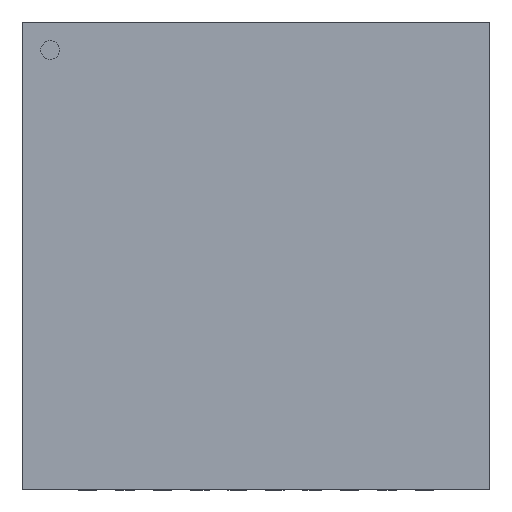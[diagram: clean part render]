
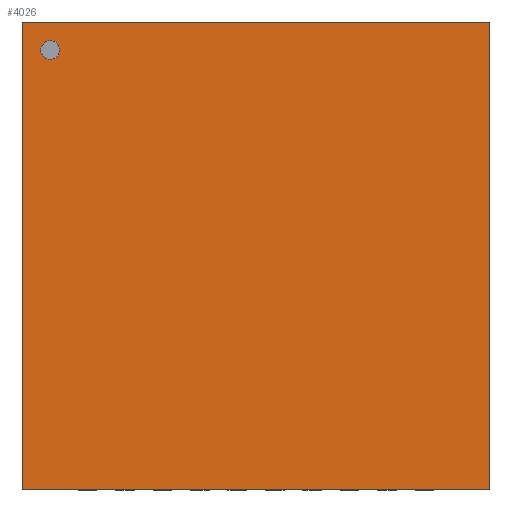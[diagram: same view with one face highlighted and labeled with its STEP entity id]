
A CAD part, top view. The second image highlights one B-rep face of the part: STEP entity #4026.
In plain terms, the highlighted planar face has unit normal (0, 0, 1).
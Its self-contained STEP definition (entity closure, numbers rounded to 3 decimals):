
#264 = ORIENTED_EDGE ( 'NONE', *, *, #12409, .T. ) ;
#446 = EDGE_LOOP ( 'NONE', ( #5764, #518 ) ) ;
#518 = ORIENTED_EDGE ( 'NONE', *, *, #14972, .F. ) ;
#1092 = AXIS2_PLACEMENT_3D ( 'NONE', #1772, #10049, #2959 ) ;
#1395 = FACE_BOUND ( 'NONE', #446, .T. ) ;
#1772 = CARTESIAN_POINT ( 'NONE',  ( 0., 0., 0.83 ) ) ;
#1818 = DIRECTION ( 'NONE',  ( 0., 0., 1. ) ) ;
#2265 = EDGE_LOOP ( 'NONE', ( #15223, #2376, #264, #11719 ) ) ;
#2376 = ORIENTED_EDGE ( 'NONE', *, *, #14526, .T. ) ;
#2959 = DIRECTION ( 'NONE',  ( -1., 0., 0. ) ) ;
#3929 = CARTESIAN_POINT ( 'NONE',  ( -2.5, -2.5, 0.83 ) ) ;
#3971 = CARTESIAN_POINT ( 'NONE',  ( -2.5, 2.5, 0.83 ) ) ;
#4026 = ADVANCED_FACE ( 'NONE', ( #1395, #7712 ), #12360, .F. ) ;
#4093 = VERTEX_POINT ( 'NONE', #5479 ) ;
#4215 = CARTESIAN_POINT ( 'NONE',  ( -2.2, 2.2, 0.83 ) ) ;
#4277 = LINE ( 'NONE', #3929, #10181 ) ;
#5168 = DIRECTION ( 'NONE',  ( -1., 0., 0. ) ) ;
#5287 = CARTESIAN_POINT ( 'NONE',  ( 2.5, -2.5, 0.83 ) ) ;
#5412 = DIRECTION ( 'NONE',  ( 1., 0., 0. ) ) ;
#5479 = CARTESIAN_POINT ( 'NONE',  ( -2.5, -2.5, 0.83 ) ) ;
#5764 = ORIENTED_EDGE ( 'NONE', *, *, #14973, .F. ) ;
#6143 = VERTEX_POINT ( 'NONE', #8519 ) ;
#6300 = VERTEX_POINT ( 'NONE', #9881 ) ;
#6742 = EDGE_CURVE ( 'NONE', #4093, #6300, #4277, .T. ) ;
#6945 = EDGE_CURVE ( 'NONE', #6300, #7950, #14022, .T. ) ;
#7712 = FACE_OUTER_BOUND ( 'NONE', #2265, .T. ) ;
#7914 = AXIS2_PLACEMENT_3D ( 'NONE', #8887, #1818, #10096 ) ;
#7950 = VERTEX_POINT ( 'NONE', #8428 ) ;
#7953 = LINE ( 'NONE', #11010, #13846 ) ;
#8428 = CARTESIAN_POINT ( 'NONE',  ( 2.5, 2.5, 0.83 ) ) ;
#8519 = CARTESIAN_POINT ( 'NONE',  ( -2.1, 2.2, 0.83 ) ) ;
#8887 = CARTESIAN_POINT ( 'NONE',  ( -2.2, 2.2, 0.83 ) ) ;
#9206 = CARTESIAN_POINT ( 'NONE',  ( -2.5, 2.5, 0.83 ) ) ;
#9472 = AXIS2_PLACEMENT_3D ( 'NONE', #4215, #12448, #5412 ) ;
#9881 = CARTESIAN_POINT ( 'NONE',  ( 2.5, -2.5, 0.83 ) ) ;
#10049 = DIRECTION ( 'NONE',  ( 0., 0., -1. ) ) ;
#10096 = DIRECTION ( 'NONE',  ( 1., 0., 0. ) ) ;
#10181 = VECTOR ( 'NONE', #10984, 1000. ) ;
#10984 = DIRECTION ( 'NONE',  ( 1., 0., 0. ) ) ;
#11010 = CARTESIAN_POINT ( 'NONE',  ( -2.5, -2.5, 0.83 ) ) ;
#11396 = VERTEX_POINT ( 'NONE', #13657 ) ;
#11533 = CIRCLE ( 'NONE', #7914, 0.1 ) ;
#11719 = ORIENTED_EDGE ( 'NONE', *, *, #6742, .T. ) ;
#12183 = VERTEX_POINT ( 'NONE', #9206 ) ;
#12360 = PLANE ( 'NONE',  #1092 ) ;
#12409 = EDGE_CURVE ( 'NONE', #12183, #4093, #7953, .T. ) ;
#12448 = DIRECTION ( 'NONE',  ( 0., 0., 1. ) ) ;
#13357 = DIRECTION ( 'NONE',  ( 0., -1., 0. ) ) ;
#13495 = DIRECTION ( 'NONE',  ( 0., 1., 0. ) ) ;
#13657 = CARTESIAN_POINT ( 'NONE',  ( -2.3, 2.2, 0.83 ) ) ;
#13846 = VECTOR ( 'NONE', #13357, 1000. ) ;
#14022 = LINE ( 'NONE', #5287, #14389 ) ;
#14125 = VECTOR ( 'NONE', #5168, 1000. ) ;
#14389 = VECTOR ( 'NONE', #13495, 1000. ) ;
#14496 = LINE ( 'NONE', #3971, #14125 ) ;
#14526 = EDGE_CURVE ( 'NONE', #7950, #12183, #14496, .T. ) ;
#14636 = CIRCLE ( 'NONE', #9472, 0.1 ) ;
#14972 = EDGE_CURVE ( 'NONE', #11396, #6143, #11533, .T. ) ;
#14973 = EDGE_CURVE ( 'NONE', #6143, #11396, #14636, .T. ) ;
#15223 = ORIENTED_EDGE ( 'NONE', *, *, #6945, .T. ) ;
